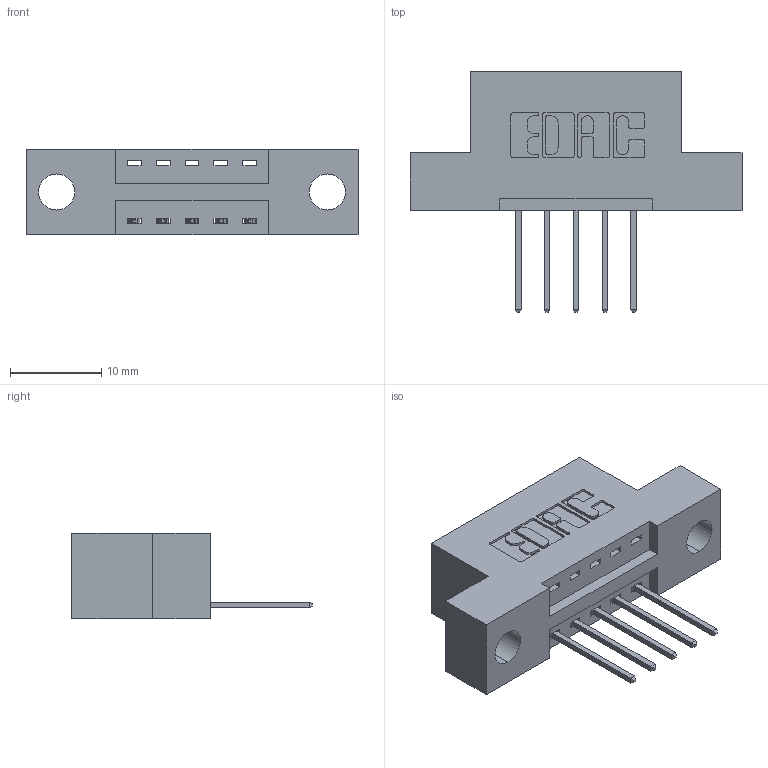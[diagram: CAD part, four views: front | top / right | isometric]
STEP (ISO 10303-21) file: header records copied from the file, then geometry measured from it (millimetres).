
FILE_DESCRIPTION (( 'STEP AP203' ), '1' );
FILE_NAME ('346-005-522-104.STEP', '2022-05-04T17:36:53', ( '' ), ( '' ), 'SwSTEP 2.0', 'SolidWorks 2020', '' );
FILE_SCHEMA (( 'CONFIG_CONTROL_DESIGN' ));
Length unit declared in the file: inch
Products named in the file (3): 346-005-522-104; 346 Part_Flush Mounting Lugs - 0.156 Dia-TH; 345-292-001_345-293-122
Assembly tree (6 placements, depth 2):
  346-005-522-104
    346 Part_Flush Mounting Lugs - 0.156 Dia-TH
    345-292-001_345-293-122  x5
Bounding box: 36.45 x 26.42 x 9.4 mm (x, y, z)
Volume: 3128.7 mm3; surface area: 3366.9 mm2
Topology: 6 solids, 6 shells, 426 faces, 1245 edges, 822 vertices
Faces by surface type: plane 290, cylinder 136
Entity records: 8521 total; most frequent: CARTESIAN_POINT 1481, ORIENTED_EDGE 1418, DIRECTION 1351, EDGE_CURVE 709, VECTOR 557, LINE 557, VERTEX_POINT 470, AXIS2_PLACEMENT_3D 397
